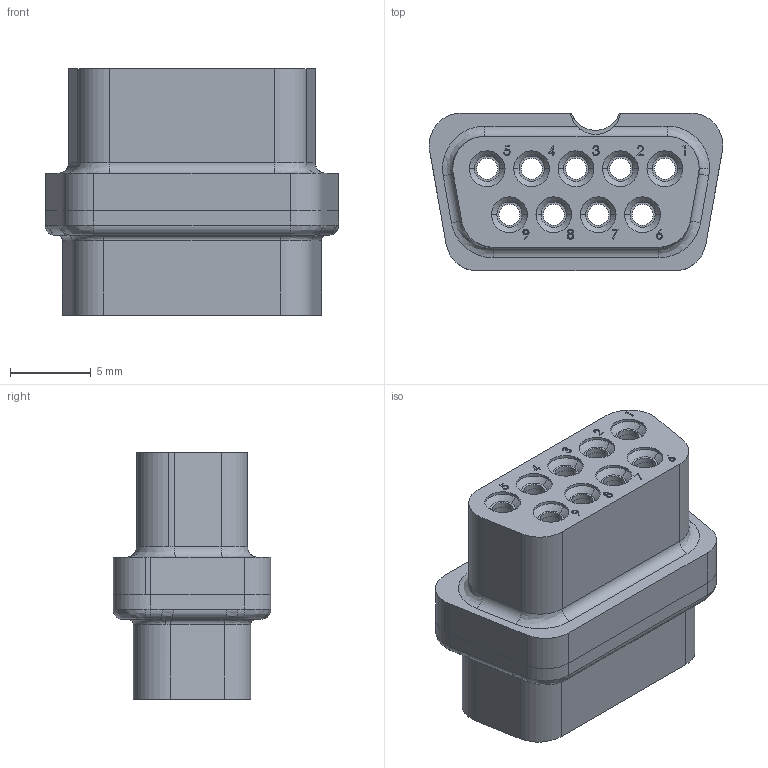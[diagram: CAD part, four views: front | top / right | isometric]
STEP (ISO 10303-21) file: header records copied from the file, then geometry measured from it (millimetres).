
FILE_DESCRIPTION (( 'STEP AP214' ), '1' );
FILE_NAME ('211-FS09-HV-SX.STEP', '2014-04-30T13:21:45', ( 'allectra' ), ( 'Microsoft' ), 'SwSTEP 2.0', 'SolidWorks 2013', '' );
FILE_SCHEMA (( 'AUTOMOTIVE_DESIGN' ));
Length unit declared in the file: millimetre
Products named in the file (1): 211-FS09-HV-SX
Bounding box: 18.14 x 9.75 x 15.27 mm (x, y, z)
Volume: 1295 mm3; surface area: 2618.2 mm2
Topology: 11 solids, 11 shells, 1067 faces, 3042 edges, 2020 vertices
Faces by surface type: plane 433, cylinder 300, bspline 289, cone 45
Entity records: 56829 total; most frequent: CARTESIAN_POINT 19175, ORIENTED_EDGE 6084, DIRECTION 4413, EDGE_CURVE 3042, VERTEX_POINT 2020, AXIS2_PLACEMENT_3D 1518, VECTOR 1377, LINE 1377
